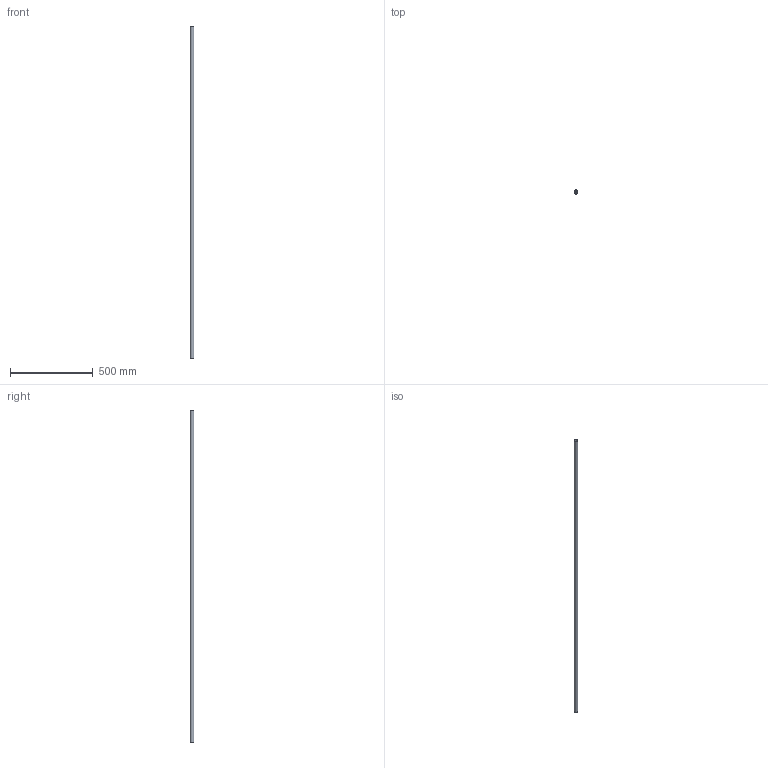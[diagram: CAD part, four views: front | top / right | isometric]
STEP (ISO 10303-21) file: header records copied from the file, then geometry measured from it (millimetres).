
FILE_DESCRIPTION((''),'2;1');
FILE_NAME('113390.stp','2010-08-10T14:32:18',('DMK009'),(''),'Autodesk Inventor 2010','Autodesk Inventor 2010','');
FILE_SCHEMA(('AUTOMOTIVE_DESIGN { 1 0 10303 214 1 1 1 1 }'));
Length unit declared in the file: millimetre
Products named in the file (1): Gewinderohre
Bounding box: 21.3 x 21.3 x 2000 mm (x, y, z)
Volume: 242583.2 mm3; surface area: 242747.3 mm2
Topology: 1 solids, 1 shells, 4 faces, 7 edges, 5 vertices
Faces by surface type: plane 2, bspline 1, cylinder 1
Full cylindrical faces by diameter (mm): 21.3 x1
Entity records: 127 total; most frequent: CARTESIAN_POINT 30, DIRECTION 16, AXIS2_PLACEMENT_3D 8, ORIENTED_EDGE 8, EDGE_LOOP 8, VERTEX_POINT 4, CIRCLE 4, EDGE_CURVE 4
